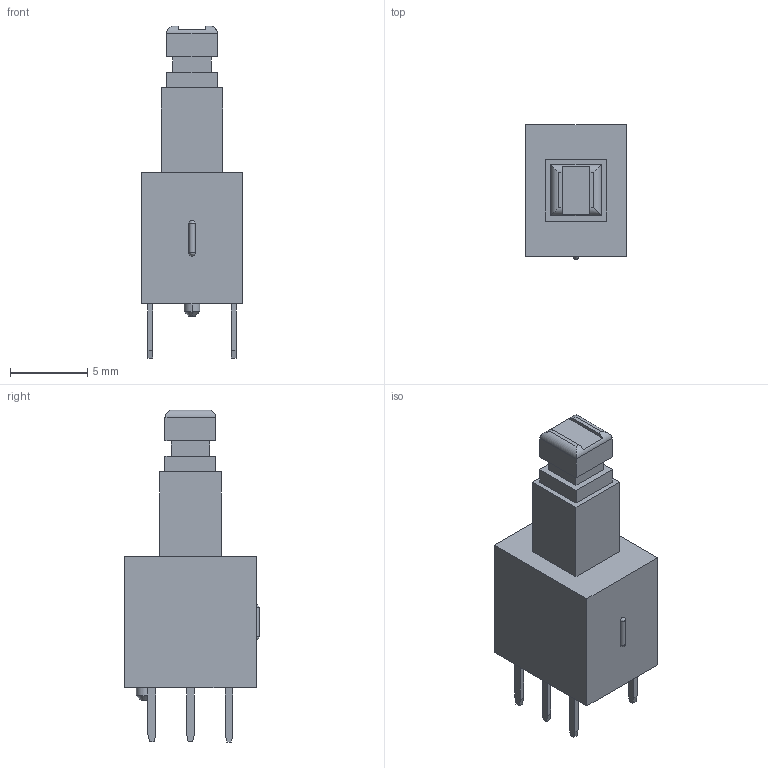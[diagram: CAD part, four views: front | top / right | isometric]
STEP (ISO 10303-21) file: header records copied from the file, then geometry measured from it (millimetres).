
FILE_DESCRIPTION (( 'STEP AP214' ), '1' );
FILE_NAME ('SPPH410100-2.STEP', '2015-11-17T10:28:52', ( 'user' ), ( '' ), 'SwSTEP 2.0', 'SolidWorks 2014', '' );
FILE_SCHEMA (( 'AUTOMOTIVE_DESIGN' ));
Length unit declared in the file: millimetre
Products named in the file (1): SPPH410100-2
Bounding box: 6.5 x 8.7 x 21.5 mm (x, y, z)
Volume: 598.6 mm3; surface area: 545.4 mm2
Topology: 1 solids, 1 shells, 84 faces, 208 edges, 136 vertices
Faces by surface type: plane 73, cylinder 7, bspline 2, cone 2
Entity records: 3434 total; most frequent: CARTESIAN_POINT 495, ORIENTED_EDGE 412, DIRECTION 380, EDGE_CURVE 206, VECTOR 186, LINE 186, VERTEX_POINT 136, AXIS2_PLACEMENT_3D 97
